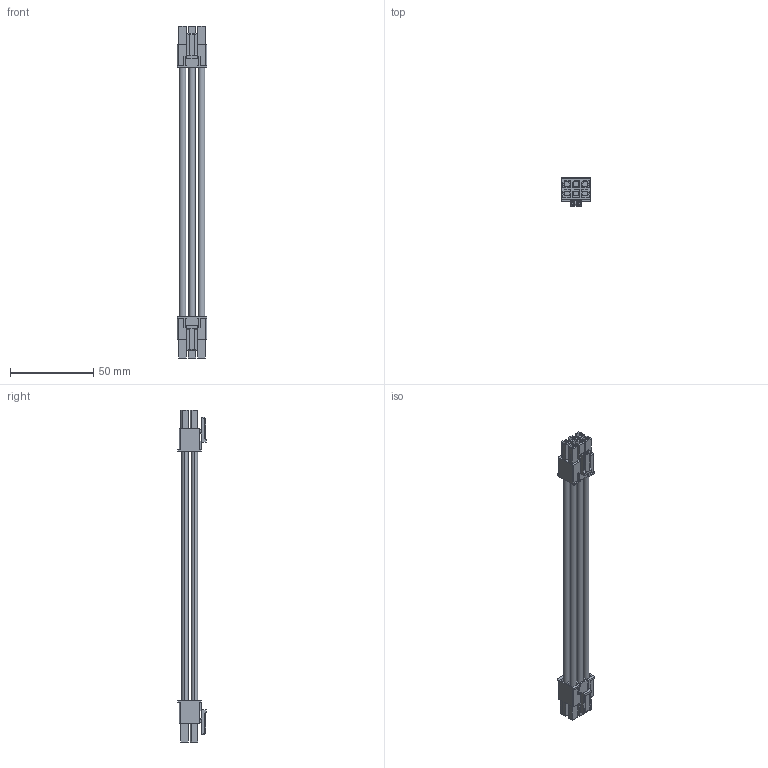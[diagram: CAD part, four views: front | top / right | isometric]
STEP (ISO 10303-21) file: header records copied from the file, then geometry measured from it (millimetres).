
FILE_DESCRIPTION((''),'2;1');
FILE_NAME('451360601','2020-03-23T',('gga'),(''),'PRO/ENGINEER BY PARAMETRIC TECHNOLOGY CORPORATION, 2016010','PRO/ENGINEER BY PARAMETRIC TECHNOLOGY CORPORATION, 2016010','');
FILE_SCHEMA(('CONFIG_CONTROL_DESIGN'));
Length unit declared in the file: millimetre
Products named in the file (1): 451360601
Bounding box: 17.75 x 17.16 x 199.85 mm (x, y, z)
Volume: 16397.7 mm3; surface area: 22316.6 mm2
Topology: 8 solids, 8 shells, 664 faces, 1798 edges, 1168 vertices
Faces by surface type: plane 606, cylinder 58
Entity records: 20501 total; most frequent: CARTESIAN_POINT 3678, ORIENTED_EDGE 3584, DIRECTION 3230, EDGE_CURVE 1792, VECTOR 1682, LINE 1682, VERTEX_POINT 1156, AXIS2_PLACEMENT_3D 774
